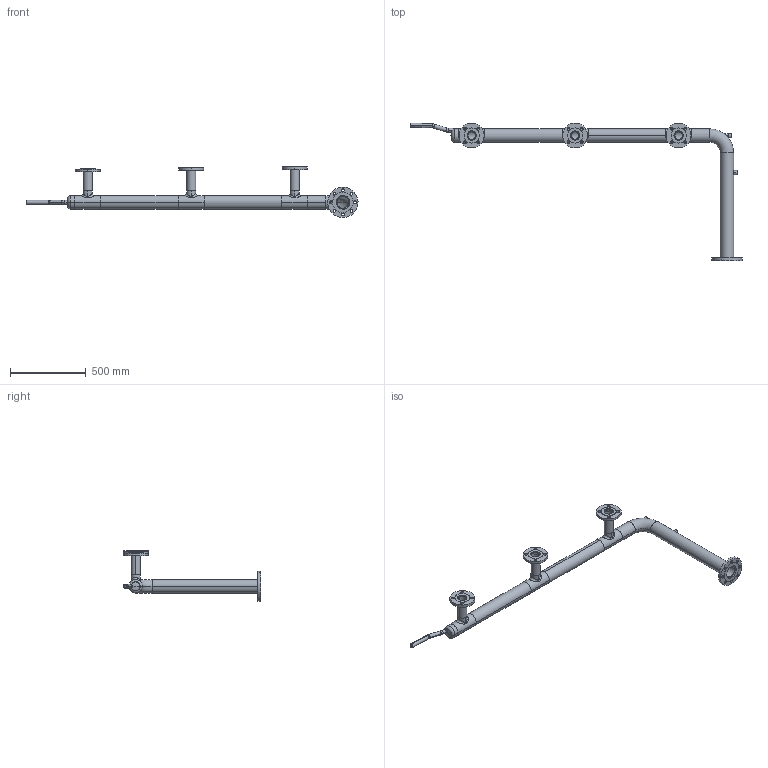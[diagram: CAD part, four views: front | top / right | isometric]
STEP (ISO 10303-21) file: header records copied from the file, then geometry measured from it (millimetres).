
FILE_DESCRIPTION (( 'STEP AP203' ), '1' );
FILE_NAME ('3674-40_REV_.step', '2026-02-27T03:47:25', ( '' ), ( '' ), 'SwSTEP 2.0', 'SolidWorks 2025', '' );
FILE_SCHEMA (( 'CONFIG_CONTROL_DESIGN' ));
Length unit declared in the file: millimetre
Products named in the file (10): OEM-80x50-T-40-316L; 3674-40-10_Default<As Machined>; 3674-40_REV_; OEM-80NB-PN10-SO-316L_80NB BORE; OEM-50-PN10-SO-316L; OEM-1_2-BSPP-3000-316L; OEM-80-LR-40-316L_Default<As Machined>; OEM-80NB-40-C_316L; 3674-40-25_Default<As Machined>; 3674-40-20_Default<As Machined>
Assembly tree (14 placements, depth 2):
  3674-40_REV_
    3674-40-10_Default<As Machined>
    OEM-80-LR-40-316L_Default<As Machined>
    OEM-80x50-T-40-316L  x3
    OEM-80NB-40-C_316L
    OEM-80NB-PN10-SO-316L_80NB BORE
    OEM-50-PN10-SO-316L  x3
    OEM-1_2-BSPP-3000-316L  x2
    3674-40-20_Default<As Machined>
    3674-40-25_Default<As Machined>
Bounding box: 2198.03 x 913.2 x 336.35 mm (x, y, z)
Volume: 5705131.3 mm3; surface area: 1862010.2 mm2
Topology: 20 solids, 20 shells, 223 faces, 507 edges, 331 vertices
Faces by surface type: cylinder 144, plane 47, torus 16, bspline 6, cone 6, sphere 4
Entity records: 6598 total; most frequent: CARTESIAN_POINT 1640, DIRECTION 904, ORIENTED_EDGE 694, AXIS2_PLACEMENT_3D 401, EDGE_CURVE 347, CIRCLE 231, VERTEX_POINT 225, EDGE_LOOP 212
